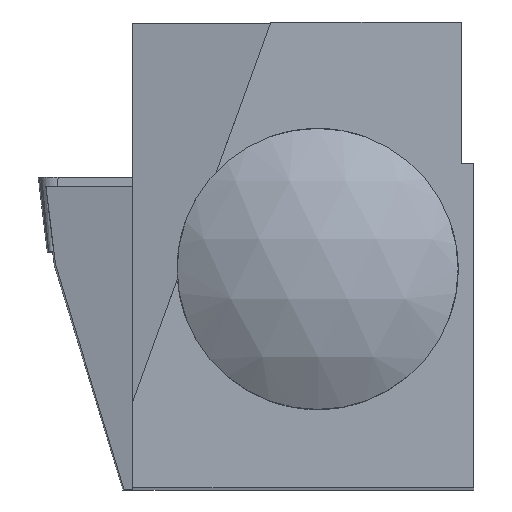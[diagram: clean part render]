
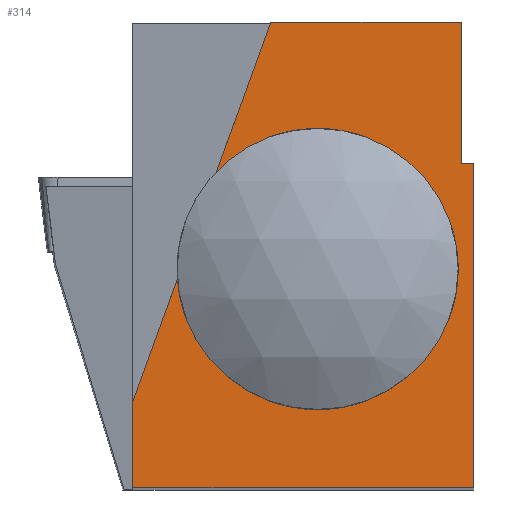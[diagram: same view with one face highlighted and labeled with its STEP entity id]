
A CAD part, top view. The second image highlights one B-rep face of the part: STEP entity #314.
In plain terms, the highlighted planar face has unit normal (0, 0, 1).
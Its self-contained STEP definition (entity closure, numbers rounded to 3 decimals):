
#45=LINE('',#1495,#119);
#48=LINE('',#1500,#122);
#65=LINE('',#1533,#139);
#68=LINE('',#1538,#142);
#73=LINE('',#1548,#147);
#75=LINE('',#1551,#149);
#76=LINE('',#1553,#150);
#119=VECTOR('',#983,1.);
#122=VECTOR('',#988,1.);
#139=VECTOR('',#1015,1.);
#142=VECTOR('',#1020,1.);
#147=VECTOR('',#1027,1.);
#149=VECTOR('',#1031,1.);
#150=VECTOR('',#1034,1.);
#219=PLANE('',#870);
#248=FACE_OUTER_BOUND('',#383,.T.);
#314=ADVANCED_FACE('',(#248),#219,.T.);
#383=EDGE_LOOP('',(#514,#515,#516,#517,#518,#519,#520));
#514=ORIENTED_EDGE('',*,*,#646,.F.);
#515=ORIENTED_EDGE('',*,*,#674,.T.);
#516=ORIENTED_EDGE('',*,*,#676,.T.);
#517=ORIENTED_EDGE('',*,*,#666,.F.);
#518=ORIENTED_EDGE('',*,*,#677,.F.);
#519=ORIENTED_EDGE('',*,*,#669,.F.);
#520=ORIENTED_EDGE('',*,*,#649,.F.);
#646=EDGE_CURVE('',#794,#795,#45,.T.);
#649=EDGE_CURVE('',#795,#796,#48,.T.);
#666=EDGE_CURVE('',#806,#807,#65,.T.);
#669=EDGE_CURVE('',#796,#808,#68,.T.);
#674=EDGE_CURVE('',#794,#811,#73,.T.);
#676=EDGE_CURVE('',#811,#807,#75,.T.);
#677=EDGE_CURVE('',#808,#806,#76,.T.);
#794=VERTEX_POINT('',#1494);
#795=VERTEX_POINT('',#1496);
#796=VERTEX_POINT('',#1501);
#806=VERTEX_POINT('',#1532);
#807=VERTEX_POINT('',#1534);
#808=VERTEX_POINT('',#1539);
#811=VERTEX_POINT('',#1547);
#870=AXIS2_PLACEMENT_3D('',#1554,#1035,#1036);
#983=DIRECTION('',(0.,-1.,0.));
#988=DIRECTION('',(-1.,0.,0.));
#1015=DIRECTION('',(1.,0.,0.));
#1020=DIRECTION('',(0.,1.,0.));
#1027=DIRECTION('',(-1.,0.,0.));
#1031=DIRECTION('',(0.,1.,0.));
#1034=DIRECTION('',(0.342,0.94,0.));
#1035=DIRECTION('',(0.,0.,1.));
#1036=DIRECTION('',(0.,1.,0.));
#1494=CARTESIAN_POINT('',(0.,10.4,0.));
#1495=CARTESIAN_POINT('',(0.,7.46,0.));
#1496=CARTESIAN_POINT('',(0.,0.,0.));
#1500=CARTESIAN_POINT('',(-5.46,0.,0.));
#1501=CARTESIAN_POINT('',(-10.92,0.,0.));
#1532=CARTESIAN_POINT('',(-6.5,14.92,0.));
#1533=CARTESIAN_POINT('',(-5.46,14.92,0.));
#1534=CARTESIAN_POINT('',(-0.4,14.92,0.));
#1538=CARTESIAN_POINT('',(-10.92,7.46,0.));
#1539=CARTESIAN_POINT('',(-10.92,2.776,0.));
#1547=CARTESIAN_POINT('',(-0.4,10.4,0.));
#1548=CARTESIAN_POINT('',(-5.46,10.4,0.));
#1551=CARTESIAN_POINT('',(-0.4,7.46,0.));
#1553=CARTESIAN_POINT('',(-10.92,2.776,0.));
#1554=CARTESIAN_POINT('',(-5.46,7.46,0.));
